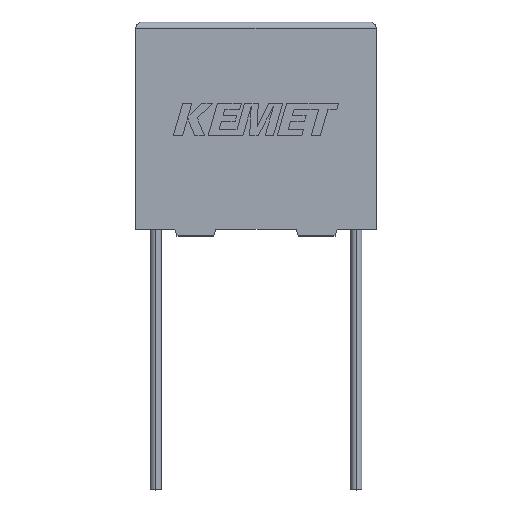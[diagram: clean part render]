
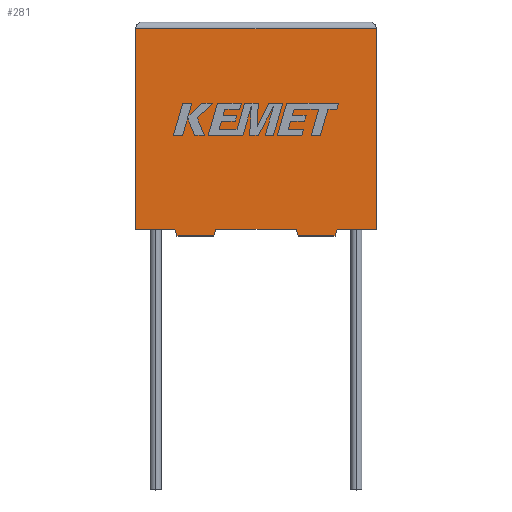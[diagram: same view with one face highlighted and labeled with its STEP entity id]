
A CAD part, top view. The second image highlights one B-rep face of the part: STEP entity #281.
In plain terms, the highlighted planar face has unit normal (0, 0, 1).
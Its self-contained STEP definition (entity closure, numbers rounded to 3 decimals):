
#21 = CARTESIAN_POINT ( 'NONE',  ( 5.844, -0.5, 8.5 ) ) ;
#58 = DIRECTION ( 'NONE',  ( -1., 0., 0. ) ) ;
#71 = EDGE_CURVE ( 'NONE', #269, #1507, #1931, .T. ) ;
#75 = DIRECTION ( 'NONE',  ( 0.287, -0.958, 0. ) ) ;
#108 = CARTESIAN_POINT ( 'NONE',  ( 12.006, 0., 8.5 ) ) ;
#115 = EDGE_CURVE ( 'NONE', #942, #2839, #1774, .T. ) ;
#139 = VECTOR ( 'NONE', #287, 1000. ) ;
#145 = CARTESIAN_POINT ( 'NONE',  ( 15.06, 0., 8.5 ) ) ;
#152 = CARTESIAN_POINT ( 'NONE',  ( 18., 0., 8.5 ) ) ;
#153 = VERTEX_POINT ( 'NONE', #839 ) ;
#224 = LINE ( 'NONE', #592, #2081 ) ;
#248 = VECTOR ( 'NONE', #1742, 1000. ) ;
#252 = EDGE_CURVE ( 'NONE', #153, #282, #1693, .T. ) ;
#263 = CARTESIAN_POINT ( 'NONE',  ( 12.156, -0.5, 8.5 ) ) ;
#269 = VERTEX_POINT ( 'NONE', #1384 ) ;
#281 = ADVANCED_FACE ( 'NONE', ( #559 ), #604, .F. ) ;
#282 = VERTEX_POINT ( 'NONE', #1146 ) ;
#287 = DIRECTION ( 'NONE',  ( -1., 0., 0. ) ) ;
#298 = VECTOR ( 'NONE', #2883, 1000. ) ;
#303 = DIRECTION ( 'NONE',  ( 1., 0., 0. ) ) ;
#324 = VECTOR ( 'NONE', #1882, 1000. ) ;
#408 = AXIS2_PLACEMENT_3D ( 'NONE', #1356, #2860, #3087 ) ;
#552 = ORIENTED_EDGE ( 'NONE', *, *, #2929, .T. ) ;
#559 = FACE_OUTER_BOUND ( 'NONE', #1756, .T. ) ;
#592 = CARTESIAN_POINT ( 'NONE',  ( 0., 0., 8.5 ) ) ;
#596 = CARTESIAN_POINT ( 'NONE',  ( 14.91, -0.5, 8.5 ) ) ;
#603 = CARTESIAN_POINT ( 'NONE',  ( 0., 0., 8.5 ) ) ;
#604 = PLANE ( 'NONE',  #408 ) ;
#676 = EDGE_CURVE ( 'NONE', #2132, #1625, #2286, .T. ) ;
#741 = ORIENTED_EDGE ( 'NONE', *, *, #115, .F. ) ;
#774 = LINE ( 'NONE', #2218, #248 ) ;
#796 = CARTESIAN_POINT ( 'NONE',  ( 3.09, -0.5, 8.5 ) ) ;
#822 = CARTESIAN_POINT ( 'NONE',  ( 0., 15., 8.5 ) ) ;
#839 = CARTESIAN_POINT ( 'NONE',  ( 2.94, 0., 8.5 ) ) ;
#942 = VERTEX_POINT ( 'NONE', #1537 ) ;
#988 = LINE ( 'NONE', #1890, #298 ) ;
#994 = CARTESIAN_POINT ( 'NONE',  ( 5.994, 0., 8.5 ) ) ;
#1009 = VECTOR ( 'NONE', #303, 1000. ) ;
#1104 = VERTEX_POINT ( 'NONE', #108 ) ;
#1146 = CARTESIAN_POINT ( 'NONE',  ( 3.09, -0.5, 8.5 ) ) ;
#1150 = CARTESIAN_POINT ( 'NONE',  ( 0., 0., 8.5 ) ) ;
#1203 = ORIENTED_EDGE ( 'NONE', *, *, #252, .T. ) ;
#1243 = VECTOR ( 'NONE', #2634, 1000. ) ;
#1276 = CARTESIAN_POINT ( 'NONE',  ( 0., 15., 8.5 ) ) ;
#1356 = CARTESIAN_POINT ( 'NONE',  ( 0., 0., 8.5 ) ) ;
#1375 = VECTOR ( 'NONE', #1417, 1000. ) ;
#1384 = CARTESIAN_POINT ( 'NONE',  ( 18., 15., 8.5 ) ) ;
#1417 = DIRECTION ( 'NONE',  ( 1., 0., 0. ) ) ;
#1485 = ORIENTED_EDGE ( 'NONE', *, *, #2221, .F. ) ;
#1507 = VERTEX_POINT ( 'NONE', #1276 ) ;
#1537 = CARTESIAN_POINT ( 'NONE',  ( 14.91, -0.5, 8.5 ) ) ;
#1602 = DIRECTION ( 'NONE',  ( 1., 0., 0. ) ) ;
#1625 = VERTEX_POINT ( 'NONE', #152 ) ;
#1649 = CARTESIAN_POINT ( 'NONE',  ( 0., 0., 8.5 ) ) ;
#1693 = LINE ( 'NONE', #2867, #2326 ) ;
#1726 = EDGE_CURVE ( 'NONE', #1953, #153, #224, .T. ) ;
#1742 = DIRECTION ( 'NONE',  ( -0.287, -0.958, 0. ) ) ;
#1748 = ORIENTED_EDGE ( 'NONE', *, *, #2777, .T. ) ;
#1756 = EDGE_LOOP ( 'NONE', ( #3033, #1989, #1748, #2862, #1203, #552, #3037, #2847, #1485, #741, #2645, #2106 ) ) ;
#1761 = LINE ( 'NONE', #2254, #2732 ) ;
#1774 = LINE ( 'NONE', #596, #139 ) ;
#1793 = LINE ( 'NONE', #603, #1243 ) ;
#1882 = DIRECTION ( 'NONE',  ( 0., -1., 0. ) ) ;
#1890 = CARTESIAN_POINT ( 'NONE',  ( 18., 0., 8.5 ) ) ;
#1931 = LINE ( 'NONE', #822, #3114 ) ;
#1953 = VERTEX_POINT ( 'NONE', #1150 ) ;
#1954 = EDGE_CURVE ( 'NONE', #1625, #269, #988, .T. ) ;
#1989 = ORIENTED_EDGE ( 'NONE', *, *, #71, .T. ) ;
#2021 = CARTESIAN_POINT ( 'NONE',  ( 5.844, -0.5, 8.5 ) ) ;
#2081 = VECTOR ( 'NONE', #1602, 1000. ) ;
#2106 = ORIENTED_EDGE ( 'NONE', *, *, #676, .T. ) ;
#2132 = VERTEX_POINT ( 'NONE', #145 ) ;
#2218 = CARTESIAN_POINT ( 'NONE',  ( 15.06, 0., 8.5 ) ) ;
#2221 = EDGE_CURVE ( 'NONE', #2839, #1104, #1761, .T. ) ;
#2254 = CARTESIAN_POINT ( 'NONE',  ( 12.156, -0.5, 8.5 ) ) ;
#2260 = VERTEX_POINT ( 'NONE', #994 ) ;
#2286 = LINE ( 'NONE', #1649, #1375 ) ;
#2326 = VECTOR ( 'NONE', #75, 1000. ) ;
#2502 = VECTOR ( 'NONE', #3209, 1000. ) ;
#2540 = EDGE_CURVE ( 'NONE', #2132, #942, #774, .T. ) ;
#2606 = VERTEX_POINT ( 'NONE', #21 ) ;
#2634 = DIRECTION ( 'NONE',  ( 1., 0., 0. ) ) ;
#2645 = ORIENTED_EDGE ( 'NONE', *, *, #2540, .F. ) ;
#2723 = LINE ( 'NONE', #2021, #2502 ) ;
#2732 = VECTOR ( 'NONE', #2744, 1000. ) ;
#2744 = DIRECTION ( 'NONE',  ( -0.287, 0.958, 0. ) ) ;
#2756 = EDGE_CURVE ( 'NONE', #2260, #1104, #1793, .T. ) ;
#2777 = EDGE_CURVE ( 'NONE', #1507, #1953, #2988, .T. ) ;
#2839 = VERTEX_POINT ( 'NONE', #263 ) ;
#2847 = ORIENTED_EDGE ( 'NONE', *, *, #2756, .T. ) ;
#2860 = DIRECTION ( 'NONE',  ( 0., 0., -1. ) ) ;
#2862 = ORIENTED_EDGE ( 'NONE', *, *, #1726, .T. ) ;
#2867 = CARTESIAN_POINT ( 'NONE',  ( 2.94, 0., 8.5 ) ) ;
#2883 = DIRECTION ( 'NONE',  ( 0., 1., 0. ) ) ;
#2929 = EDGE_CURVE ( 'NONE', #282, #2606, #3175, .T. ) ;
#2979 = EDGE_CURVE ( 'NONE', #2606, #2260, #2723, .T. ) ;
#2988 = LINE ( 'NONE', #3016, #324 ) ;
#3016 = CARTESIAN_POINT ( 'NONE',  ( 0., 0., 8.5 ) ) ;
#3033 = ORIENTED_EDGE ( 'NONE', *, *, #1954, .T. ) ;
#3037 = ORIENTED_EDGE ( 'NONE', *, *, #2979, .T. ) ;
#3087 = DIRECTION ( 'NONE',  ( -1., 0., 0. ) ) ;
#3114 = VECTOR ( 'NONE', #58, 1000. ) ;
#3175 = LINE ( 'NONE', #796, #1009 ) ;
#3209 = DIRECTION ( 'NONE',  ( 0.287, 0.958, 0. ) ) ;
